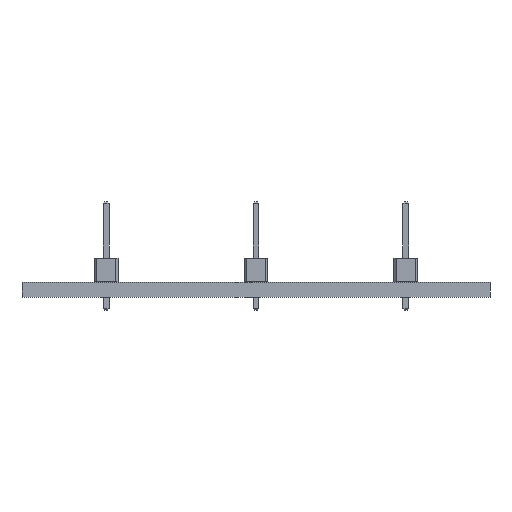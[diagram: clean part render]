
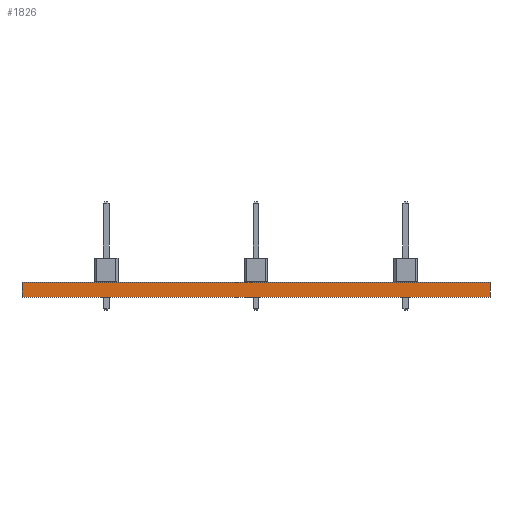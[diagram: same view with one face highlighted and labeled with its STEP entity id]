
A CAD part, front view. The second image highlights one B-rep face of the part: STEP entity #1826.
In plain terms, the highlighted planar face has unit normal (0, -1, 0).
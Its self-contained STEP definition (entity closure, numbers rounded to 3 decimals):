
#1826 = ADVANCED_FACE('',(#1827),#1841,.T.);
#1827 = FACE_BOUND('',#1828,.T.);
#1828 = EDGE_LOOP('',(#1829,#1864,#1892,#1920));
#1829 = ORIENTED_EDGE('',*,*,#1830,.T.);
#1830 = EDGE_CURVE('',#1831,#1833,#1835,.T.);
#1831 = VERTEX_POINT('',#1832);
#1832 = CARTESIAN_POINT('',(50.,-0.,0.));
#1833 = VERTEX_POINT('',#1834);
#1834 = CARTESIAN_POINT('',(50.,0.,1.6));
#1835 = SURFACE_CURVE('',#1836,(#1840,#1852),.PCURVE_S1.);
#1836 = LINE('',#1837,#1838);
#1837 = CARTESIAN_POINT('',(50.,-0.,0.));
#1838 = VECTOR('',#1839,1.);
#1839 = DIRECTION('',(0.,0.,1.));
#1840 = PCURVE('',#1841,#1846);
#1841 = PLANE('',#1842);
#1842 = AXIS2_PLACEMENT_3D('',#1843,#1844,#1845);
#1843 = CARTESIAN_POINT('',(50.,0.,0.));
#1844 = DIRECTION('',(0.,-1.,0.));
#1845 = DIRECTION('',(-1.,0.,0.));
#1846 = DEFINITIONAL_REPRESENTATION('',(#1847),#1851);
#1847 = LINE('',#1848,#1849);
#1848 = CARTESIAN_POINT('',(0.,0.));
#1849 = VECTOR('',#1850,1.);
#1850 = DIRECTION('',(0.,-1.));
#1851 = ( GEOMETRIC_REPRESENTATION_CONTEXT(2) 
PARAMETRIC_REPRESENTATION_CONTEXT() REPRESENTATION_CONTEXT('2D SPACE',''
  ) );
#1852 = PCURVE('',#1853,#1858);
#1853 = PLANE('',#1854);
#1854 = AXIS2_PLACEMENT_3D('',#1855,#1856,#1857);
#1855 = CARTESIAN_POINT('',(50.,50.,0.));
#1856 = DIRECTION('',(1.,0.,-0.));
#1857 = DIRECTION('',(0.,-1.,0.));
#1858 = DEFINITIONAL_REPRESENTATION('',(#1859),#1863);
#1859 = LINE('',#1860,#1861);
#1860 = CARTESIAN_POINT('',(50.,0.));
#1861 = VECTOR('',#1862,1.);
#1862 = DIRECTION('',(0.,-1.));
#1863 = ( GEOMETRIC_REPRESENTATION_CONTEXT(2) 
PARAMETRIC_REPRESENTATION_CONTEXT() REPRESENTATION_CONTEXT('2D SPACE',''
  ) );
#1864 = ORIENTED_EDGE('',*,*,#1865,.T.);
#1865 = EDGE_CURVE('',#1833,#1866,#1868,.T.);
#1866 = VERTEX_POINT('',#1867);
#1867 = CARTESIAN_POINT('',(0.,0.,1.6));
#1868 = SURFACE_CURVE('',#1869,(#1873,#1880),.PCURVE_S1.);
#1869 = LINE('',#1870,#1871);
#1870 = CARTESIAN_POINT('',(50.,0.,1.6));
#1871 = VECTOR('',#1872,1.);
#1872 = DIRECTION('',(-1.,0.,0.));
#1873 = PCURVE('',#1841,#1874);
#1874 = DEFINITIONAL_REPRESENTATION('',(#1875),#1879);
#1875 = LINE('',#1876,#1877);
#1876 = CARTESIAN_POINT('',(0.,-1.6));
#1877 = VECTOR('',#1878,1.);
#1878 = DIRECTION('',(1.,0.));
#1879 = ( GEOMETRIC_REPRESENTATION_CONTEXT(2) 
PARAMETRIC_REPRESENTATION_CONTEXT() REPRESENTATION_CONTEXT('2D SPACE',''
  ) );
#1880 = PCURVE('',#1881,#1886);
#1881 = PLANE('',#1882);
#1882 = AXIS2_PLACEMENT_3D('',#1883,#1884,#1885);
#1883 = CARTESIAN_POINT('',(25.,25.,1.6));
#1884 = DIRECTION('',(-0.,-0.,-1.));
#1885 = DIRECTION('',(-1.,0.,0.));
#1886 = DEFINITIONAL_REPRESENTATION('',(#1887),#1891);
#1887 = LINE('',#1888,#1889);
#1888 = CARTESIAN_POINT('',(-25.,-25.));
#1889 = VECTOR('',#1890,1.);
#1890 = DIRECTION('',(1.,0.));
#1891 = ( GEOMETRIC_REPRESENTATION_CONTEXT(2) 
PARAMETRIC_REPRESENTATION_CONTEXT() REPRESENTATION_CONTEXT('2D SPACE',''
  ) );
#1892 = ORIENTED_EDGE('',*,*,#1893,.F.);
#1893 = EDGE_CURVE('',#1894,#1866,#1896,.T.);
#1894 = VERTEX_POINT('',#1895);
#1895 = CARTESIAN_POINT('',(0.,-0.,0.));
#1896 = SURFACE_CURVE('',#1897,(#1901,#1908),.PCURVE_S1.);
#1897 = LINE('',#1898,#1899);
#1898 = CARTESIAN_POINT('',(0.,-0.,0.));
#1899 = VECTOR('',#1900,1.);
#1900 = DIRECTION('',(0.,0.,1.));
#1901 = PCURVE('',#1841,#1902);
#1902 = DEFINITIONAL_REPRESENTATION('',(#1903),#1907);
#1903 = LINE('',#1904,#1905);
#1904 = CARTESIAN_POINT('',(50.,0.));
#1905 = VECTOR('',#1906,1.);
#1906 = DIRECTION('',(0.,-1.));
#1907 = ( GEOMETRIC_REPRESENTATION_CONTEXT(2) 
PARAMETRIC_REPRESENTATION_CONTEXT() REPRESENTATION_CONTEXT('2D SPACE',''
  ) );
#1908 = PCURVE('',#1909,#1914);
#1909 = PLANE('',#1910);
#1910 = AXIS2_PLACEMENT_3D('',#1911,#1912,#1913);
#1911 = CARTESIAN_POINT('',(0.,0.,0.));
#1912 = DIRECTION('',(-1.,0.,0.));
#1913 = DIRECTION('',(0.,1.,0.));
#1914 = DEFINITIONAL_REPRESENTATION('',(#1915),#1919);
#1915 = LINE('',#1916,#1917);
#1916 = CARTESIAN_POINT('',(0.,0.));
#1917 = VECTOR('',#1918,1.);
#1918 = DIRECTION('',(0.,-1.));
#1919 = ( GEOMETRIC_REPRESENTATION_CONTEXT(2) 
PARAMETRIC_REPRESENTATION_CONTEXT() REPRESENTATION_CONTEXT('2D SPACE',''
  ) );
#1920 = ORIENTED_EDGE('',*,*,#1921,.F.);
#1921 = EDGE_CURVE('',#1831,#1894,#1922,.T.);
#1922 = SURFACE_CURVE('',#1923,(#1927,#1934),.PCURVE_S1.);
#1923 = LINE('',#1924,#1925);
#1924 = CARTESIAN_POINT('',(50.,-0.,0.));
#1925 = VECTOR('',#1926,1.);
#1926 = DIRECTION('',(-1.,0.,0.));
#1927 = PCURVE('',#1841,#1928);
#1928 = DEFINITIONAL_REPRESENTATION('',(#1929),#1933);
#1929 = LINE('',#1930,#1931);
#1930 = CARTESIAN_POINT('',(0.,0.));
#1931 = VECTOR('',#1932,1.);
#1932 = DIRECTION('',(1.,0.));
#1933 = ( GEOMETRIC_REPRESENTATION_CONTEXT(2) 
PARAMETRIC_REPRESENTATION_CONTEXT() REPRESENTATION_CONTEXT('2D SPACE',''
  ) );
#1934 = PCURVE('',#1935,#1940);
#1935 = PLANE('',#1936);
#1936 = AXIS2_PLACEMENT_3D('',#1937,#1938,#1939);
#1937 = CARTESIAN_POINT('',(25.,25.,0.));
#1938 = DIRECTION('',(-0.,-0.,-1.));
#1939 = DIRECTION('',(-1.,0.,0.));
#1940 = DEFINITIONAL_REPRESENTATION('',(#1941),#1945);
#1941 = LINE('',#1942,#1943);
#1942 = CARTESIAN_POINT('',(-25.,-25.));
#1943 = VECTOR('',#1944,1.);
#1944 = DIRECTION('',(1.,0.));
#1945 = ( GEOMETRIC_REPRESENTATION_CONTEXT(2) 
PARAMETRIC_REPRESENTATION_CONTEXT() REPRESENTATION_CONTEXT('2D SPACE',''
  ) );
